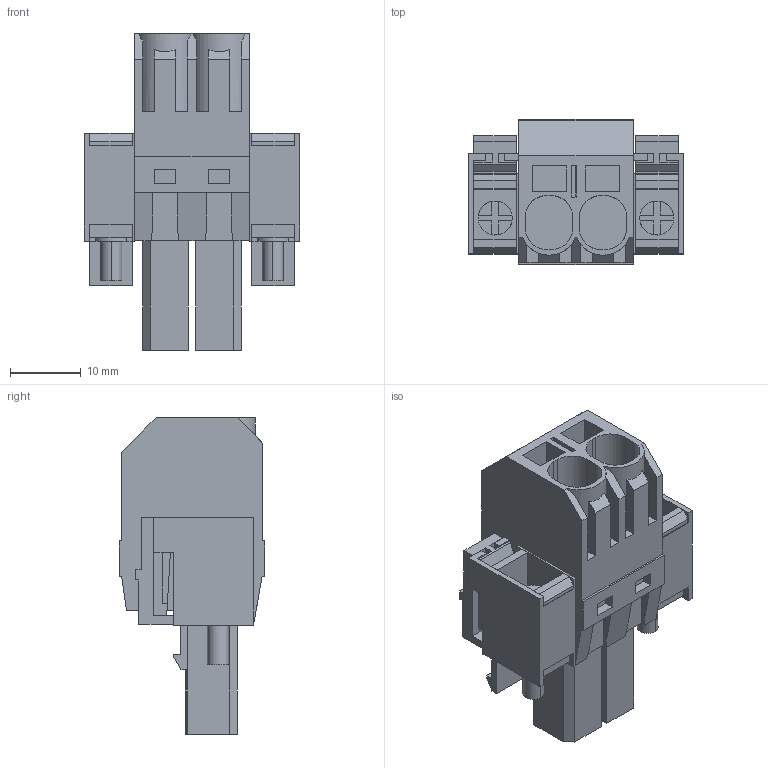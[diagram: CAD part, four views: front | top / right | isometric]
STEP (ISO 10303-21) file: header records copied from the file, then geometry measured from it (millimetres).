
FILE_DESCRIPTION(('CATIA V5 STEP Exchange','CAx-IF Rec.Pracs.--- Model Styling and Organization---1.4--- 2014-01-23'),'2;1');
FILE_NAME ('D1447934_1_1060500000_1060500000.stp','2023-09-07T12:48:50+00:00',('none'),('Weidmueller'),'CATIA Version 5-6 Release 2016 SP3 HF44','CATIA V5 STEP AP214','none');
FILE_SCHEMA(('AUTOMOTIVE_DESIGN { 1 0 10303 214 1 1 1 1 }'));
Length unit declared in the file: millimetre
Products named in the file (1): 1060500000
Bounding box: 30.48 x 20.6 x 44.7 mm (x, y, z)
Volume: 11172.7 mm3; surface area: 9164.6 mm2
Topology: 5 solids, 5 shells, 383 faces, 1077 edges, 717 vertices
Faces by surface type: plane 357, cylinder 26
Entity records: 11901 total; most frequent: CARTESIAN_POINT 2196, ORIENTED_EDGE 2154, DIRECTION 1660, EDGE_CURVE 1077, VECTOR 1001, LINE 1001, VERTEX_POINT 717, EDGE_LOOP 404
